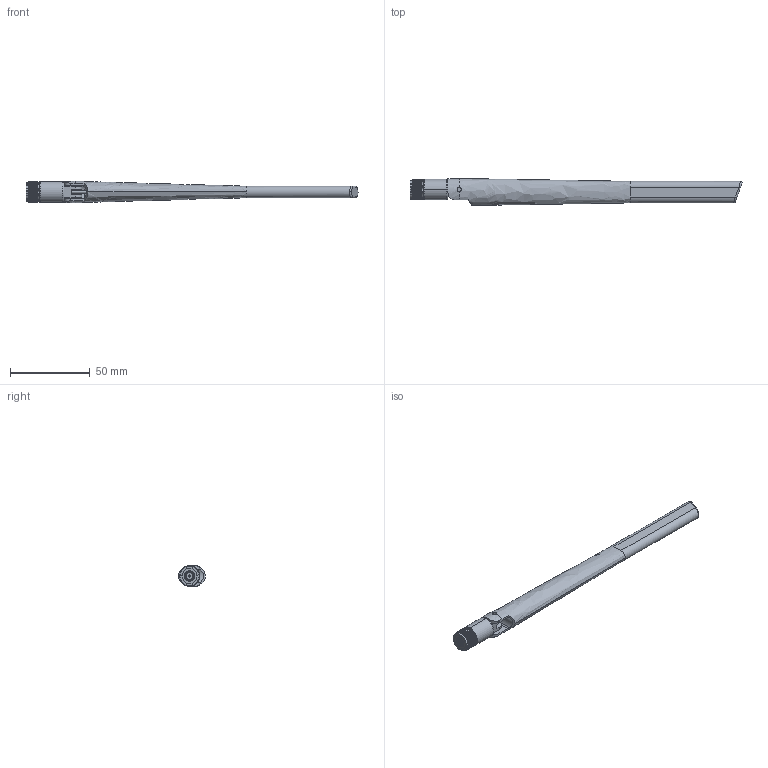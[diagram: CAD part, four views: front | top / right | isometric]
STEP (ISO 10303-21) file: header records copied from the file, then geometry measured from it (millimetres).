
FILE_DESCRIPTION (( 'STEP AP214' ), '1' );
FILE_NAME ('LCANRBD1063_3D.step', '2024-07-22T22:07:12', ( '' ), ( '' ), 'SwSTEP 2.0', 'SolidWorks 2022', '' );
FILE_SCHEMA (( 'AUTOMOTIVE_DESIGN' ));
Length unit declared in the file: inch
Products named in the file (3): LCANRBD1063_3D; LCANRBD1063^LCANRBD1063; LCANRBD1063_Connector^LCANRBD1063
Assembly tree (2 placements, depth 2):
  LCANRBD1063_3D
    LCANRBD1063^LCANRBD1063
    LCANRBD1063_Connector^LCANRBD1063
Bounding box: 207.73 x 16.87 x 13.49 mm (x, y, z)
Volume: 22433.8 mm3; surface area: 9703 mm2
Topology: 5 solids, 5 shells, 359 faces, 956 edges, 615 vertices
Faces by surface type: cylinder 185, plane 136, cone 26, bspline 8, sphere 2, torus 2
Entity records: 16535 total; most frequent: CARTESIAN_POINT 3600, ORIENTED_EDGE 1908, DIRECTION 1784, EDGE_CURVE 954, AXIS2_PLACEMENT_3D 667, VERTEX_POINT 615, VECTOR 450, LINE 450
